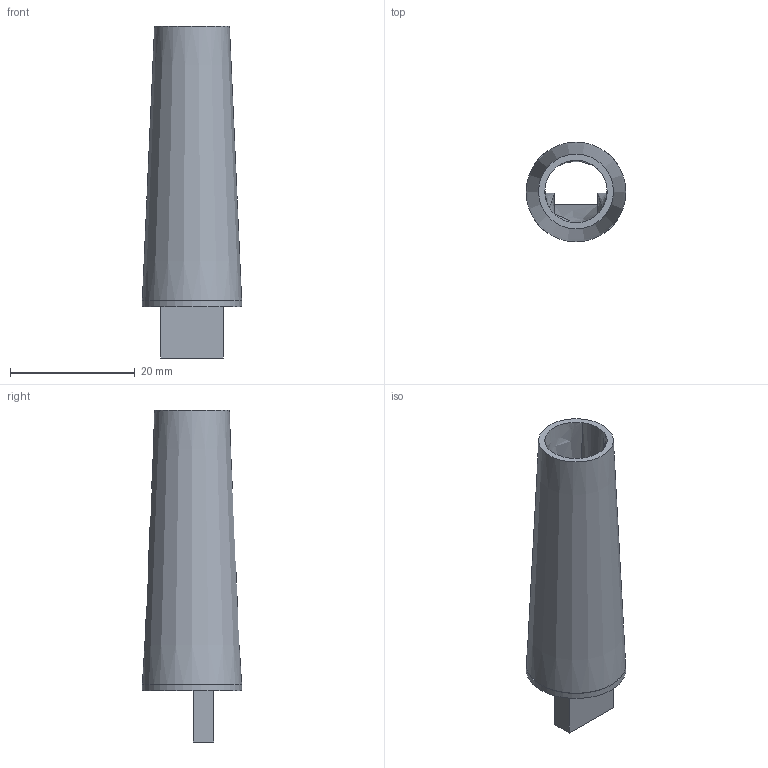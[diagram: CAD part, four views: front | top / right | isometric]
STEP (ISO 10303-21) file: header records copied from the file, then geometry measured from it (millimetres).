
FILE_DESCRIPTION(/* description */ (''),/* implementation_level */ '2;1');
FILE_NAME(/* name */ 'Mic Hat Holder Grove.step',/* time_stamp */ '2024-08-11T11:39:26+02:00',/* author */ (''),/* organization */ (''),/* preprocessor_version */ 'ST-DEVELOPER v20',/* originating_system */ 'Autodesk Translation Framework v13.14.0.145',/* authorisation */ '');
FILE_SCHEMA (('AUTOMOTIVE_DESIGN { 1 0 10303 214 3 1 1 }'));
Length unit declared in the file: millimetre
Products named in the file (1): Mic Hat Holder Grove
Bounding box: 16 x 16 x 53.2 mm (x, y, z)
Volume: 3960.2 mm3; surface area: 3830.8 mm2
Topology: 1 solids, 1 shells, 22 faces, 50 edges, 31 vertices
Faces by surface type: plane 12, bspline 8, cone 1, cylinder 1
Full cylindrical faces by diameter (mm): 16 x1
Entity records: 781 total; most frequent: CARTESIAN_POINT 285, ORIENTED_EDGE 100, DIRECTION 73, EDGE_CURVE 50, LINE 35, VECTOR 35, VERTEX_POINT 31, EDGE_LOOP 25
